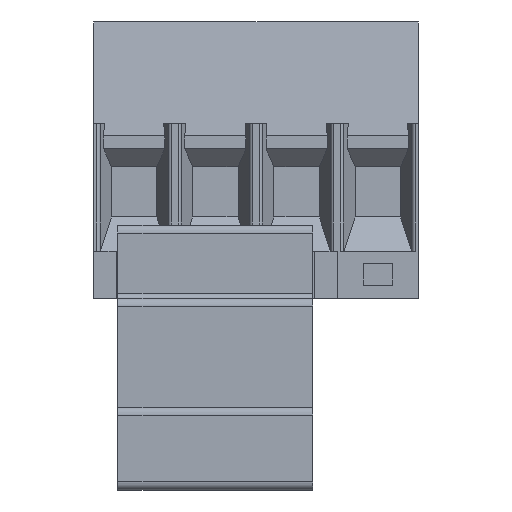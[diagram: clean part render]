
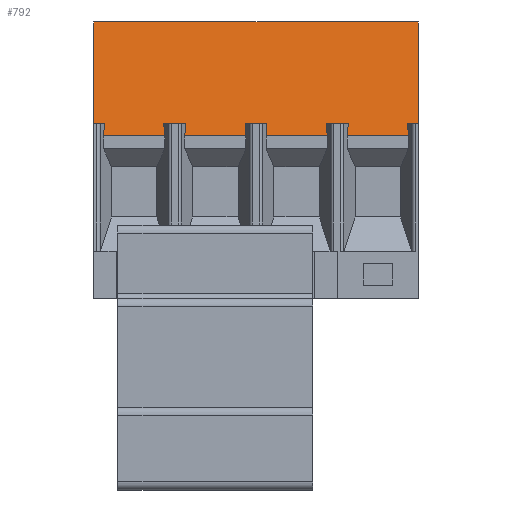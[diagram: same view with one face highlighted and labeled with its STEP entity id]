
A CAD part, front view. The second image highlights one B-rep face of the part: STEP entity #792.
In plain terms, the highlighted planar face has unit normal (0, -0.985, 0.174).
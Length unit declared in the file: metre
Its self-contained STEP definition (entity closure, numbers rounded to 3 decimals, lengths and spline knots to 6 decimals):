
#792=ADVANCED_FACE('',(#1743),#1744,.T.);
#1743=FACE_OUTER_BOUND('',#2836,.T.);
#1744=PLANE('',#2837);
#2836=EDGE_LOOP('',(#5247,#5248,#5249,#5250,#5251,#5252,#5253,#5254,#5255,#5256,#5257,#5258,#5259,#5260,#5261,#5262,#5263,#5264,#5265,#5266));
#2837=AXIS2_PLACEMENT_3D('',#5267,#5268,#5269);
#5247=ORIENTED_EDGE('',*,*,#7398,.F.);
#5248=ORIENTED_EDGE('',*,*,#7225,.T.);
#5249=ORIENTED_EDGE('',*,*,#7399,.F.);
#5250=ORIENTED_EDGE('',*,*,#7077,.F.);
#5251=ORIENTED_EDGE('',*,*,#7337,.T.);
#5252=ORIENTED_EDGE('',*,*,#7400,.T.);
#5253=ORIENTED_EDGE('',*,*,#6582,.F.);
#5254=ORIENTED_EDGE('',*,*,#6576,.T.);
#5255=ORIENTED_EDGE('',*,*,#6807,.T.);
#5256=ORIENTED_EDGE('',*,*,#7401,.T.);
#5257=ORIENTED_EDGE('',*,*,#7174,.F.);
#5258=ORIENTED_EDGE('',*,*,#7402,.T.);
#5259=ORIENTED_EDGE('',*,*,#6825,.T.);
#5260=ORIENTED_EDGE('',*,*,#7314,.T.);
#5261=ORIENTED_EDGE('',*,*,#7403,.F.);
#5262=ORIENTED_EDGE('',*,*,#7144,.T.);
#5263=ORIENTED_EDGE('',*,*,#7404,.T.);
#5264=ORIENTED_EDGE('',*,*,#6532,.F.);
#5265=ORIENTED_EDGE('',*,*,#7249,.F.);
#5266=ORIENTED_EDGE('',*,*,#7116,.T.);
#5267=CARTESIAN_POINT('',(0.05771,0.165009,0.105789));
#5268=DIRECTION('',(0.,-0.985,0.174));
#5269=DIRECTION('',(-1.0,0.,0.0));
#6532=EDGE_CURVE('',#7863,#7854,#7865,.T.);
#6576=EDGE_CURVE('',#7942,#7940,#7943,.T.);
#6582=EDGE_CURVE('',#7942,#7952,#7953,.T.);
#6807=EDGE_CURVE('',#7940,#8335,#8337,.T.);
#6825=EDGE_CURVE('',#8370,#8368,#8371,.T.);
#7077=EDGE_CURVE('',#8758,#8760,#8761,.T.);
#7116=EDGE_CURVE('',#8819,#8817,#8820,.T.);
#7144=EDGE_CURVE('',#8863,#8861,#8864,.T.);
#7174=EDGE_CURVE('',#8903,#8905,#8906,.T.);
#7225=EDGE_CURVE('',#8973,#8979,#8981,.T.);
#7249=EDGE_CURVE('',#8819,#7863,#9015,.T.);
#7314=EDGE_CURVE('',#8368,#9092,#9094,.T.);
#7337=EDGE_CURVE('',#8758,#9120,#9122,.T.);
#7398=EDGE_CURVE('',#8973,#8817,#9205,.T.);
#7399=EDGE_CURVE('',#8760,#8979,#9206,.T.);
#7400=EDGE_CURVE('',#9120,#7952,#9207,.T.);
#7401=EDGE_CURVE('',#8335,#8905,#9208,.T.);
#7402=EDGE_CURVE('',#8903,#8370,#9209,.T.);
#7403=EDGE_CURVE('',#8863,#9092,#9210,.T.);
#7404=EDGE_CURVE('',#8861,#7854,#9211,.T.);
#7854=VERTEX_POINT('',#9764);
#7863=VERTEX_POINT('',#9776);
#7865=LINE('',#9779,#9780);
#7940=VERTEX_POINT('',#9881);
#7942=VERTEX_POINT('',#9884);
#7943=LINE('',#9885,#9886);
#7952=VERTEX_POINT('',#9899);
#7953=LINE('',#9900,#9901);
#8335=VERTEX_POINT('',#10432);
#8337=LINE('',#10435,#10436);
#8368=VERTEX_POINT('',#10480);
#8370=VERTEX_POINT('',#10483);
#8371=LINE('',#10484,#10485);
#8758=VERTEX_POINT('',#11021);
#8760=VERTEX_POINT('',#11024);
#8761=LINE('',#11025,#11026);
#8817=VERTEX_POINT('',#11103);
#8819=VERTEX_POINT('',#11106);
#8820=LINE('',#11107,#11108);
#8861=VERTEX_POINT('',#11167);
#8863=VERTEX_POINT('',#11170);
#8864=LINE('',#11171,#11172);
#8903=VERTEX_POINT('',#11228);
#8905=VERTEX_POINT('',#11231);
#8906=LINE('',#11232,#11233);
#8973=VERTEX_POINT('',#11326);
#8979=VERTEX_POINT('',#11334);
#8981=LINE('',#11337,#11338);
#9015=LINE('',#11388,#11389);
#9092=VERTEX_POINT('',#11497);
#9094=LINE('',#11500,#11501);
#9120=VERTEX_POINT('',#11537);
#9122=LINE('',#11540,#11541);
#9205=LINE('',#11659,#11660);
#9206=LINE('',#11661,#11662);
#9207=LINE('',#11663,#11664);
#9208=LINE('',#11665,#11666);
#9209=LINE('',#11667,#11668);
#9210=LINE('',#11669,#11670);
#9211=LINE('',#11671,#11672);
#9764=CARTESIAN_POINT('',(0.052032,0.163682,0.098266));
#9776=CARTESIAN_POINT('',(0.052709,0.163682,0.098266));
#9779=CARTESIAN_POINT('',(0.048109,0.163682,0.098266));
#9780=VECTOR('',#12154,1.0);
#9881=CARTESIAN_POINT('',(0.04209,0.16355,0.097516));
#9884=CARTESIAN_POINT('',(0.038328,0.16355,0.097516));
#9885=CARTESIAN_POINT('',(0.04271,0.16355,0.097516));
#9886=VECTOR('',#12203,1.0);
#9899=CARTESIAN_POINT('',(0.038386,0.163682,0.098266));
#9900=CARTESIAN_POINT('',(0.039102,0.16532,0.107555));
#9901=VECTOR('',#12208,1.0);
#10432=CARTESIAN_POINT('',(0.042032,0.163682,0.098266));
#10435=CARTESIAN_POINT('',(0.04282,0.16188,0.088048));
#10436=VECTOR('',#12458,1.0);
#10480=CARTESIAN_POINT('',(0.047032,0.163682,0.098266));
#10483=CARTESIAN_POINT('',(0.04709,0.16355,0.097516));
#10484=CARTESIAN_POINT('',(0.04782,0.16188,0.088048));
#10485=VECTOR('',#12473,1.0);
#11021=CARTESIAN_POINT('',(0.03709,0.16355,0.097516));
#11024=CARTESIAN_POINT('',(0.033328,0.16355,0.097516));
#11025=CARTESIAN_POINT('',(0.032708,0.16355,0.097516));
#11026=VECTOR('',#12789,1.0);
#11103=CARTESIAN_POINT('',(0.032709,0.164784,0.104516));
#11106=CARTESIAN_POINT('',(0.052709,0.164784,0.104516));
#11107=CARTESIAN_POINT('',(0.052709,0.164784,0.104516));
#11108=VECTOR('',#12830,1.0);
#11167=CARTESIAN_POINT('',(0.05209,0.16355,0.097516));
#11170=CARTESIAN_POINT('',(0.048328,0.16355,0.097516));
#11171=CARTESIAN_POINT('',(0.05271,0.16355,0.097516));
#11172=VECTOR('',#12853,1.0);
#11228=CARTESIAN_POINT('',(0.043328,0.16355,0.097516));
#11231=CARTESIAN_POINT('',(0.043386,0.163682,0.098266));
#11232=CARTESIAN_POINT('',(0.044073,0.165254,0.107184));
#11233=VECTOR('',#12875,1.0);
#11326=CARTESIAN_POINT('',(0.032709,0.163682,0.098266));
#11334=CARTESIAN_POINT('',(0.033386,0.163682,0.098266));
#11337=CARTESIAN_POINT('',(0.037309,0.163682,0.098266));
#11338=VECTOR('',#12926,1.0);
#11388=CARTESIAN_POINT('',(0.052709,0.164699,0.104032));
#11389=VECTOR('',#12949,1.0);
#11497=CARTESIAN_POINT('',(0.048386,0.163682,0.098266));
#11500=CARTESIAN_POINT('',(0.05271,0.163682,0.098266));
#11501=VECTOR('',#13006,1.0);
#11537=CARTESIAN_POINT('',(0.037032,0.163682,0.098266));
#11540=CARTESIAN_POINT('',(0.03782,0.16188,0.088048));
#11541=VECTOR('',#13021,1.0);
#11659=CARTESIAN_POINT('',(0.032709,0.165009,0.105789));
#11660=VECTOR('',#13111,1.0);
#11661=CARTESIAN_POINT('',(0.034131,0.165386,0.107927));
#11662=VECTOR('',#13112,1.0);
#11663=CARTESIAN_POINT('',(0.042309,0.163682,0.098266));
#11664=VECTOR('',#13113,1.0);
#11665=CARTESIAN_POINT('',(0.04771,0.163682,0.098266));
#11666=VECTOR('',#13114,1.0);
#11667=CARTESIAN_POINT('',(0.04771,0.16355,0.097516));
#11668=VECTOR('',#13115,1.0);
#11669=CARTESIAN_POINT('',(0.049045,0.165189,0.106812));
#11670=VECTOR('',#13116,1.0);
#11671=CARTESIAN_POINT('',(0.05282,0.16188,0.088048));
#11672=VECTOR('',#13117,1.0);
#12154=DIRECTION('',(-1.0,0.,0.));
#12203=DIRECTION('',(1.0,0.,0.));
#12208=DIRECTION('',(0.076,0.173,0.982));
#12458=DIRECTION('',(-0.076,0.173,0.982));
#12473=DIRECTION('',(-0.076,0.173,0.982));
#12789=DIRECTION('',(-1.0,0.,0.));
#12830=DIRECTION('',(-1.0,0.,0.));
#12853=DIRECTION('',(1.0,0.,0.));
#12875=DIRECTION('',(0.076,0.173,0.982));
#12926=DIRECTION('',(1.0,0.,0.));
#12949=DIRECTION('',(0.,-0.174,-0.985));
#13006=DIRECTION('',(1.0,0.,0.));
#13021=DIRECTION('',(-0.076,0.173,0.982));
#13111=DIRECTION('',(-0.0,0.174,0.985));
#13112=DIRECTION('',(0.076,0.173,0.982));
#13113=DIRECTION('',(1.0,0.,0.));
#13114=DIRECTION('',(1.0,0.,0.));
#13115=DIRECTION('',(1.0,0.,0.));
#13116=DIRECTION('',(0.076,0.173,0.982));
#13117=DIRECTION('',(-0.076,0.173,0.982));
